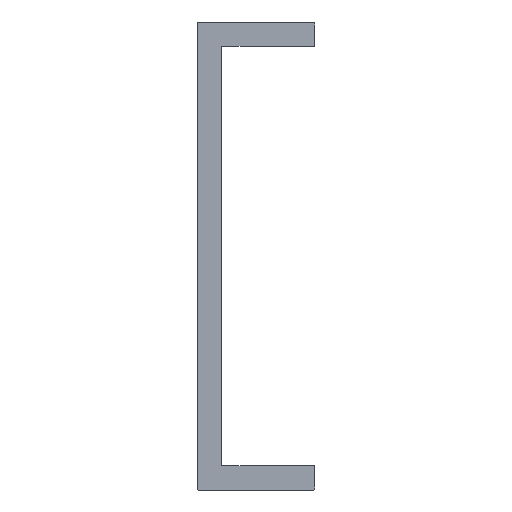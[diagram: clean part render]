
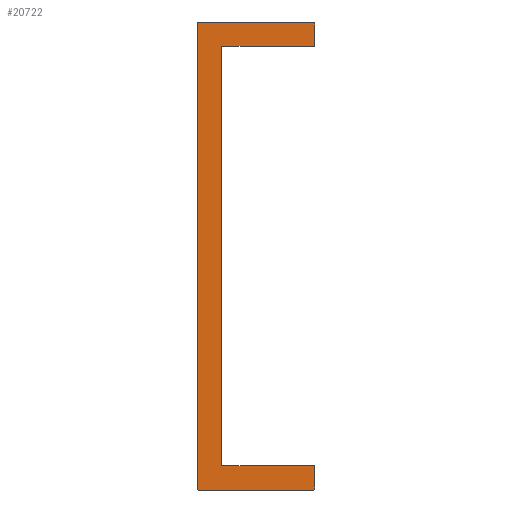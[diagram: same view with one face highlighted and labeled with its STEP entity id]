
A CAD part, front view. The second image highlights one B-rep face of the part: STEP entity #20722.
In plain terms, the highlighted planar face has unit normal (0, -1, 0).
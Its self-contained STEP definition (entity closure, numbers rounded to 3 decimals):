
#25 = CIRCLE ( 'NONE', #18161, 0.1 ) ;
#382 = EDGE_CURVE ( 'NONE', #12503, #30492, #22313, .T. ) ;
#1145 = EDGE_CURVE ( 'NONE', #35484, #30492, #16699, .T. ) ;
#1364 = VERTEX_POINT ( 'NONE', #17602 ) ;
#1733 = CARTESIAN_POINT ( 'NONE',  ( -12.1, 0., 2.4 ) ) ;
#1826 = EDGE_CURVE ( 'NONE', #20039, #19689, #28227, .T. ) ;
#2462 = ORIENTED_EDGE ( 'NONE', *, *, #7407, .T. ) ;
#2506 = LINE ( 'NONE', #27989, #28128 ) ;
#3103 = EDGE_CURVE ( 'NONE', #12503, #8312, #23856, .T. ) ;
#3794 = DIRECTION ( 'NONE',  ( 0., 0., -1. ) ) ;
#4170 = DIRECTION ( 'NONE',  ( 1., 0., 0. ) ) ;
#5247 = CARTESIAN_POINT ( 'NONE',  ( -23.9, 0., -45.5 ) ) ;
#5280 = AXIS2_PLACEMENT_3D ( 'NONE', #28174, #25275, #30687 ) ;
#5492 = DIRECTION ( 'NONE',  ( 0., 0., -1. ) ) ;
#5719 = CARTESIAN_POINT ( 'NONE',  ( -12., 0., 0.1 ) ) ;
#6138 = CIRCLE ( 'NONE', #20032, 0.1 ) ;
#6154 = ORIENTED_EDGE ( 'NONE', *, *, #20836, .F. ) ;
#6456 = ORIENTED_EDGE ( 'NONE', *, *, #11227, .T. ) ;
#6580 = CARTESIAN_POINT ( 'NONE',  ( -23.9, 0., -45.4 ) ) ;
#7077 = CARTESIAN_POINT ( 'NONE',  ( -23.9, 0., 2.5 ) ) ;
#7266 = VERTEX_POINT ( 'NONE', #24144 ) ;
#7312 = DIRECTION ( 'NONE',  ( 0., -1., 0. ) ) ;
#7407 = EDGE_CURVE ( 'NONE', #7942, #27188, #25, .T. ) ;
#7851 = CARTESIAN_POINT ( 'NONE',  ( -21.5, 0., -43. ) ) ;
#7942 = VERTEX_POINT ( 'NONE', #10785 ) ;
#8008 = CARTESIAN_POINT ( 'NONE',  ( -12.1, 0., -43.1 ) ) ;
#8257 = EDGE_CURVE ( 'NONE', #7266, #1364, #14012, .T. ) ;
#8312 = VERTEX_POINT ( 'NONE', #17690 ) ;
#8363 = EDGE_CURVE ( 'NONE', #35484, #19689, #15288, .T. ) ;
#8630 = EDGE_CURVE ( 'NONE', #8312, #26746, #2506, .T. ) ;
#9844 = LINE ( 'NONE', #28755, #12796 ) ;
#9845 = CARTESIAN_POINT ( 'NONE',  ( -12.1, 0., 0. ) ) ;
#10785 = CARTESIAN_POINT ( 'NONE',  ( -12., 0., -43.1 ) ) ;
#10872 = ORIENTED_EDGE ( 'NONE', *, *, #25880, .T. ) ;
#10972 = DIRECTION ( 'NONE',  ( 0., 0., -1. ) ) ;
#11186 = CARTESIAN_POINT ( 'NONE',  ( -12.1, 0., 0.1 ) ) ;
#11227 = EDGE_CURVE ( 'NONE', #12209, #27005, #17941, .T. ) ;
#11291 = EDGE_CURVE ( 'NONE', #20039, #1364, #35106, .T. ) ;
#11487 = CARTESIAN_POINT ( 'NONE',  ( -12., 0., 2.4 ) ) ;
#11528 = CARTESIAN_POINT ( 'NONE',  ( -23.9, 0., 2.4 ) ) ;
#11592 = EDGE_LOOP ( 'NONE', ( #24593, #10872, #6154, #6456, #27484, #2462, #19177, #29077, #28311, #28112, #13794, #20456, #33840, #26000 ) ) ;
#11625 = DIRECTION ( 'NONE',  ( 0., 0., -1. ) ) ;
#12209 = VERTEX_POINT ( 'NONE', #19775 ) ;
#12327 = CARTESIAN_POINT ( 'NONE',  ( -12., 0., -43. ) ) ;
#12503 = VERTEX_POINT ( 'NONE', #9845 ) ;
#12796 = VECTOR ( 'NONE', #33998, 1000. ) ;
#13239 = AXIS2_PLACEMENT_3D ( 'NONE', #11528, #22772, #22885 ) ;
#13794 = ORIENTED_EDGE ( 'NONE', *, *, #1145, .F. ) ;
#14012 = LINE ( 'NONE', #31714, #35438 ) ;
#14136 = CARTESIAN_POINT ( 'NONE',  ( -12., 0., -45.4 ) ) ;
#14325 = DIRECTION ( 'NONE',  ( 0., -1., 0. ) ) ;
#14743 = EDGE_CURVE ( 'NONE', #26746, #27188, #17872, .T. ) ;
#15030 = AXIS2_PLACEMENT_3D ( 'NONE', #17122, #30801, #11625 ) ;
#15105 = CARTESIAN_POINT ( 'NONE',  ( -12., 0., 0. ) ) ;
#15288 = CIRCLE ( 'NONE', #25764, 0.1 ) ;
#15677 = CARTESIAN_POINT ( 'NONE',  ( 24., 0., 2.5 ) ) ;
#16699 = LINE ( 'NONE', #18001, #24403 ) ;
#17122 = CARTESIAN_POINT ( 'NONE',  ( 0., 0., 0. ) ) ;
#17602 = CARTESIAN_POINT ( 'NONE',  ( -24., 0., 2.4 ) ) ;
#17690 = CARTESIAN_POINT ( 'NONE',  ( -21.5, 0., 0. ) ) ;
#17872 = LINE ( 'NONE', #34018, #22582 ) ;
#17941 = CIRCLE ( 'NONE', #5280, 0.1 ) ;
#18001 = CARTESIAN_POINT ( 'NONE',  ( -12., 0., 0. ) ) ;
#18161 = AXIS2_PLACEMENT_3D ( 'NONE', #8008, #27368, #10972 ) ;
#18346 = VECTOR ( 'NONE', #23480, 1000. ) ;
#18789 = LINE ( 'NONE', #12327, #19205 ) ;
#19177 = ORIENTED_EDGE ( 'NONE', *, *, #14743, .F. ) ;
#19205 = VECTOR ( 'NONE', #3794, 1000. ) ;
#19316 = DIRECTION ( 'NONE',  ( 0., -1., 0. ) ) ;
#19605 = DIRECTION ( 'NONE',  ( 0., 0., -1. ) ) ;
#19689 = VERTEX_POINT ( 'NONE', #21928 ) ;
#19775 = CARTESIAN_POINT ( 'NONE',  ( -12.1, 0., -45.5 ) ) ;
#20032 = AXIS2_PLACEMENT_3D ( 'NONE', #6580, #14325, #33485 ) ;
#20039 = VERTEX_POINT ( 'NONE', #7077 ) ;
#20456 = ORIENTED_EDGE ( 'NONE', *, *, #8363, .T. ) ;
#20722 = ADVANCED_FACE ( 'NONE', ( #31675 ), #33414, .T. ) ;
#20836 = EDGE_CURVE ( 'NONE', #12209, #30434, #9844, .T. ) ;
#20867 = EDGE_CURVE ( 'NONE', #7942, #27005, #18789, .T. ) ;
#21928 = CARTESIAN_POINT ( 'NONE',  ( -12.1, 0., 2.5 ) ) ;
#22313 = CIRCLE ( 'NONE', #30131, 0.1 ) ;
#22582 = VECTOR ( 'NONE', #4170, 1000. ) ;
#22772 = DIRECTION ( 'NONE',  ( 0., -1., 0. ) ) ;
#22885 = DIRECTION ( 'NONE',  ( 0., 0., -1. ) ) ;
#23480 = DIRECTION ( 'NONE',  ( 1., 0., 0. ) ) ;
#23856 = LINE ( 'NONE', #15105, #30287 ) ;
#24049 = DIRECTION ( 'NONE',  ( 0., 0., -1. ) ) ;
#24144 = CARTESIAN_POINT ( 'NONE',  ( -24., 0., -45.4 ) ) ;
#24403 = VECTOR ( 'NONE', #29395, 1000. ) ;
#24593 = ORIENTED_EDGE ( 'NONE', *, *, #8257, .F. ) ;
#25275 = DIRECTION ( 'NONE',  ( 0., -1., 0. ) ) ;
#25764 = AXIS2_PLACEMENT_3D ( 'NONE', #1733, #7312, #24049 ) ;
#25833 = DIRECTION ( 'NONE',  ( 0., 0., 1. ) ) ;
#25880 = EDGE_CURVE ( 'NONE', #7266, #30434, #6138, .T. ) ;
#26000 = ORIENTED_EDGE ( 'NONE', *, *, #11291, .T. ) ;
#26746 = VERTEX_POINT ( 'NONE', #7851 ) ;
#27005 = VERTEX_POINT ( 'NONE', #14136 ) ;
#27163 = CARTESIAN_POINT ( 'NONE',  ( -12.1, 0., -43. ) ) ;
#27188 = VERTEX_POINT ( 'NONE', #27163 ) ;
#27368 = DIRECTION ( 'NONE',  ( 0., -1., 0. ) ) ;
#27484 = ORIENTED_EDGE ( 'NONE', *, *, #20867, .F. ) ;
#27989 = CARTESIAN_POINT ( 'NONE',  ( -21.5, 0., 0. ) ) ;
#28112 = ORIENTED_EDGE ( 'NONE', *, *, #382, .T. ) ;
#28128 = VECTOR ( 'NONE', #19605, 1000. ) ;
#28174 = CARTESIAN_POINT ( 'NONE',  ( -12.1, 0., -45.4 ) ) ;
#28227 = LINE ( 'NONE', #15677, #18346 ) ;
#28311 = ORIENTED_EDGE ( 'NONE', *, *, #3103, .F. ) ;
#28755 = CARTESIAN_POINT ( 'NONE',  ( -21.5, 0., -45.5 ) ) ;
#29077 = ORIENTED_EDGE ( 'NONE', *, *, #8630, .F. ) ;
#29395 = DIRECTION ( 'NONE',  ( 0., 0., -1. ) ) ;
#30131 = AXIS2_PLACEMENT_3D ( 'NONE', #11186, #19316, #5492 ) ;
#30287 = VECTOR ( 'NONE', #31300, 1000. ) ;
#30434 = VERTEX_POINT ( 'NONE', #5247 ) ;
#30492 = VERTEX_POINT ( 'NONE', #5719 ) ;
#30687 = DIRECTION ( 'NONE',  ( 0., 0., -1. ) ) ;
#30801 = DIRECTION ( 'NONE',  ( 0., -1., 0. ) ) ;
#31300 = DIRECTION ( 'NONE',  ( -1., 0., 0. ) ) ;
#31675 = FACE_OUTER_BOUND ( 'NONE', #11592, .T. ) ;
#31714 = CARTESIAN_POINT ( 'NONE',  ( -24., 0., -45.5 ) ) ;
#33414 = PLANE ( 'NONE',  #15030 ) ;
#33485 = DIRECTION ( 'NONE',  ( 0., 0., -1. ) ) ;
#33840 = ORIENTED_EDGE ( 'NONE', *, *, #1826, .F. ) ;
#33998 = DIRECTION ( 'NONE',  ( -1., 0., 0. ) ) ;
#34018 = CARTESIAN_POINT ( 'NONE',  ( -12., 0., -43. ) ) ;
#35106 = CIRCLE ( 'NONE', #13239, 0.1 ) ;
#35438 = VECTOR ( 'NONE', #25833, 1000. ) ;
#35484 = VERTEX_POINT ( 'NONE', #11487 ) ;
